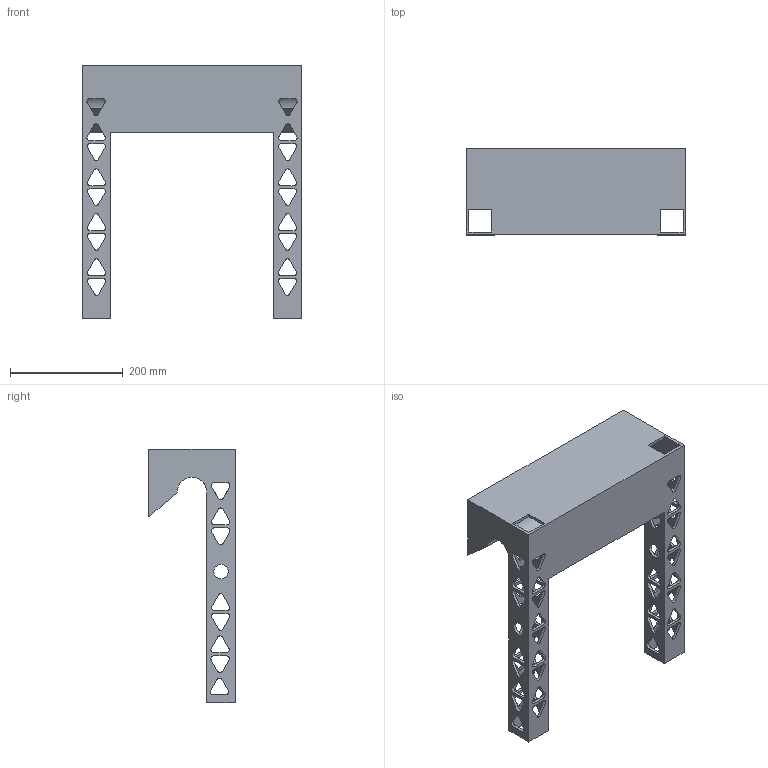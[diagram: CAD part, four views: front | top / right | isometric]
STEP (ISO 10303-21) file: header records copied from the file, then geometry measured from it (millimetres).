
FILE_DESCRIPTION(/* description */ ('STEP AP214'),/* implementation_level */ '2;1');
FILE_NAME(/* name */ '6248f2b1a52bae54b94afb58',/* time_stamp */ '2022-04-03T01:04:50+00:00',/* author */ (''),/* organization */ (''),/* preprocessor_version */ 'ST-DEVELOPER v18.101',/* originating_system */ ' ',/* authorisation */ ' ');
FILE_SCHEMA (('AUTOMOTIVE_DESIGN {1 0 10303 214 3 1 1}'));
Length unit declared in the file: metre
Products named in the file (1): Part 1
Bounding box: 390 x 152.8 x 450 mm (x, y, z)
Volume: 1936191.8 mm3; surface area: 655012.1 mm2
Topology: 1 solids, 1 shells, 463 faces, 1410 edges, 941 vertices
Faces by surface type: plane 244, cylinder 219
Full cylindrical faces by diameter (mm): 25.4 x4
Entity records: 16213 total; most frequent: CARTESIAN_POINT 2853, ORIENTED_EDGE 2806, DIRECTION 2761, EDGE_CURVE 1403, LINE 957, VECTOR 957, VERTEX_POINT 938, AXIS2_PLACEMENT_3D 902
